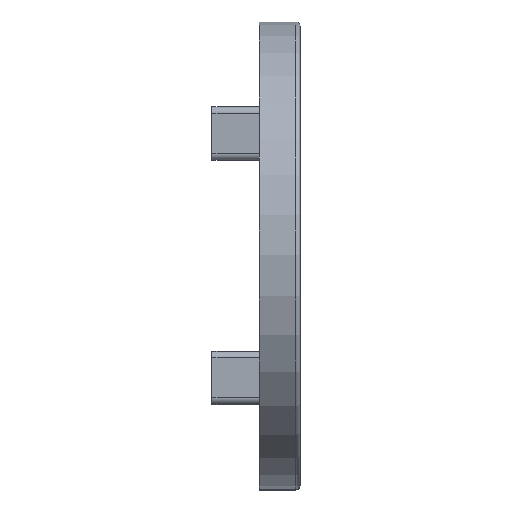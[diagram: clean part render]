
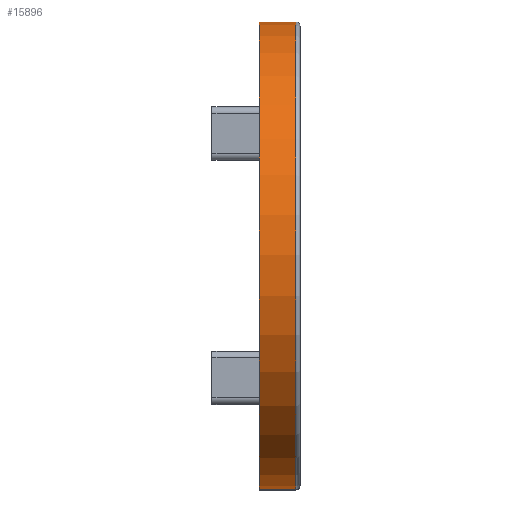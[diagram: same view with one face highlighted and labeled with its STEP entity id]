
A CAD part, top view. The second image highlights one B-rep face of the part: STEP entity #15896.
In plain terms, the highlighted cylindrical face has radius 17.25 mm (diameter 34.5 mm), a partial arc.
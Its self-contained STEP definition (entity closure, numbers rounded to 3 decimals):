
#576 = CARTESIAN_POINT ( 'NONE',  ( 0., 0., 20.25 ) ) ;
#1268 = LINE ( 'NONE', #17683, #19942 ) ;
#1550 = DIRECTION ( 'NONE',  ( -1., 0., 0. ) ) ;
#2035 = CIRCLE ( 'NONE', #8285, 17.25 ) ;
#2204 = CIRCLE ( 'NONE', #16131, 17.25 ) ;
#2678 = DIRECTION ( 'NONE',  ( 0., 0., 1. ) ) ;
#3290 = VECTOR ( 'NONE', #16165, 1000. ) ;
#3830 = FACE_OUTER_BOUND ( 'NONE', #13651, .T. ) ;
#5181 = VERTEX_POINT ( 'NONE', #17799 ) ;
#5640 = VERTEX_POINT ( 'NONE', #19590 ) ;
#5811 = ORIENTED_EDGE ( 'NONE', *, *, #16927, .F. ) ;
#6866 = CARTESIAN_POINT ( 'NONE',  ( 2.7, 0., 20.25 ) ) ;
#8225 = CARTESIAN_POINT ( 'NONE',  ( 3., 0., 20.25 ) ) ;
#8285 = AXIS2_PLACEMENT_3D ( 'NONE', #576, #19668, #10237 ) ;
#8459 = DIRECTION ( 'NONE',  ( -1., 0., 0. ) ) ;
#8542 = VERTEX_POINT ( 'NONE', #9622 ) ;
#9622 = CARTESIAN_POINT ( 'NONE',  ( 0., 17.25, 20.25 ) ) ;
#10237 = DIRECTION ( 'NONE',  ( 0., 0., -1. ) ) ;
#11158 = CARTESIAN_POINT ( 'NONE',  ( 3., -17.25, 20.25 ) ) ;
#11494 = AXIS2_PLACEMENT_3D ( 'NONE', #8225, #19367, #2678 ) ;
#11783 = CYLINDRICAL_SURFACE ( 'NONE', #11494, 17.25 ) ;
#11825 = ORIENTED_EDGE ( 'NONE', *, *, #17061, .T. ) ;
#13651 = EDGE_LOOP ( 'NONE', ( #5811, #15629, #15037, #11825 ) ) ;
#13878 = EDGE_CURVE ( 'NONE', #18149, #8542, #1268, .T. ) ;
#14481 = LINE ( 'NONE', #11158, #3290 ) ;
#15037 = ORIENTED_EDGE ( 'NONE', *, *, #13878, .T. ) ;
#15125 = DIRECTION ( 'NONE',  ( 0., 0., -1. ) ) ;
#15221 = EDGE_CURVE ( 'NONE', #5181, #18149, #2204, .T. ) ;
#15629 = ORIENTED_EDGE ( 'NONE', *, *, #15221, .T. ) ;
#15896 = ADVANCED_FACE ( 'NONE', ( #3830 ), #11783, .T. ) ;
#16131 = AXIS2_PLACEMENT_3D ( 'NONE', #6866, #8459, #15125 ) ;
#16165 = DIRECTION ( 'NONE',  ( -1., 0., 0. ) ) ;
#16927 = EDGE_CURVE ( 'NONE', #5181, #5640, #14481, .T. ) ;
#17061 = EDGE_CURVE ( 'NONE', #8542, #5640, #2035, .T. ) ;
#17683 = CARTESIAN_POINT ( 'NONE',  ( 3., 17.25, 20.25 ) ) ;
#17799 = CARTESIAN_POINT ( 'NONE',  ( 2.7, -17.25, 20.25 ) ) ;
#17997 = CARTESIAN_POINT ( 'NONE',  ( 2.7, 17.25, 20.25 ) ) ;
#18149 = VERTEX_POINT ( 'NONE', #17997 ) ;
#19367 = DIRECTION ( 'NONE',  ( -1., 0., 0. ) ) ;
#19590 = CARTESIAN_POINT ( 'NONE',  ( 0., -17.25, 20.25 ) ) ;
#19668 = DIRECTION ( 'NONE',  ( 1., 0., 0. ) ) ;
#19942 = VECTOR ( 'NONE', #1550, 1000. ) ;
